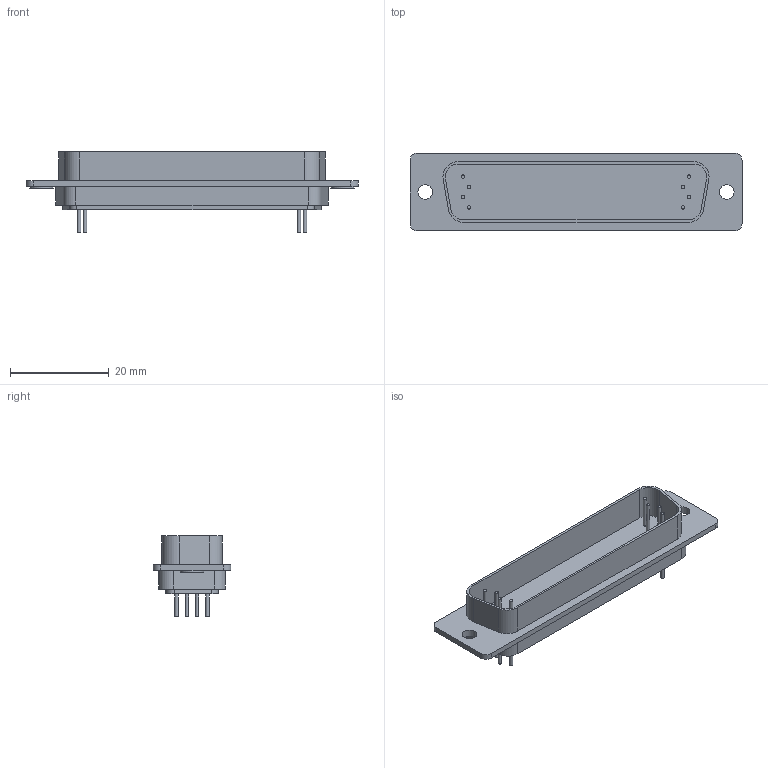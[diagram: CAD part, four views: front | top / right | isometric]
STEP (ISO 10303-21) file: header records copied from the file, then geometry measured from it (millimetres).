
FILE_DESCRIPTION(/* description */ (''),/* implementation_level */ '2;1');
FILE_NAME(/* name */ '100222369ugm000_a.stp',/* time_stamp */ '2014-04-01T09:19:17+02:00',/* author */ (''),/* organization */ (''),/* preprocessor_version */ 'ST-DEVELOPER v15',/* originating_system */ 'SIEMENS PLM Software NX 8.5',/* authorisation */ '');
FILE_SCHEMA (('AUTOMOTIVE_DESIGN { 1 0 10303 214 3 1 1 1 }'));
Length unit declared in the file: millimetre
Products named in the file (1): 100222369ugm000_a
Bounding box: 67.3 x 15.75 x 16.29 mm (x, y, z)
Volume: 4232.8 mm3; surface area: 4715.8 mm2
Topology: 1 solids, 1 shells, 84 faces, 222 edges, 313 vertices
Faces by surface type: plane 44, cylinder 40
Full cylindrical faces by diameter (mm): 0.7 x16, 3 x2, 4.75 x2
Entity records: 3576 total; most frequent: CARTESIAN_POINT 520, DIRECTION 456, ORIENTED_EDGE 320, PRESENTATION_STYLE_ASSIGNMENT 208, AXIS2_PLACEMENT_3D 165, EDGE_CURVE 160, STYLED_ITEM 156, EDGE_LOOP 130
